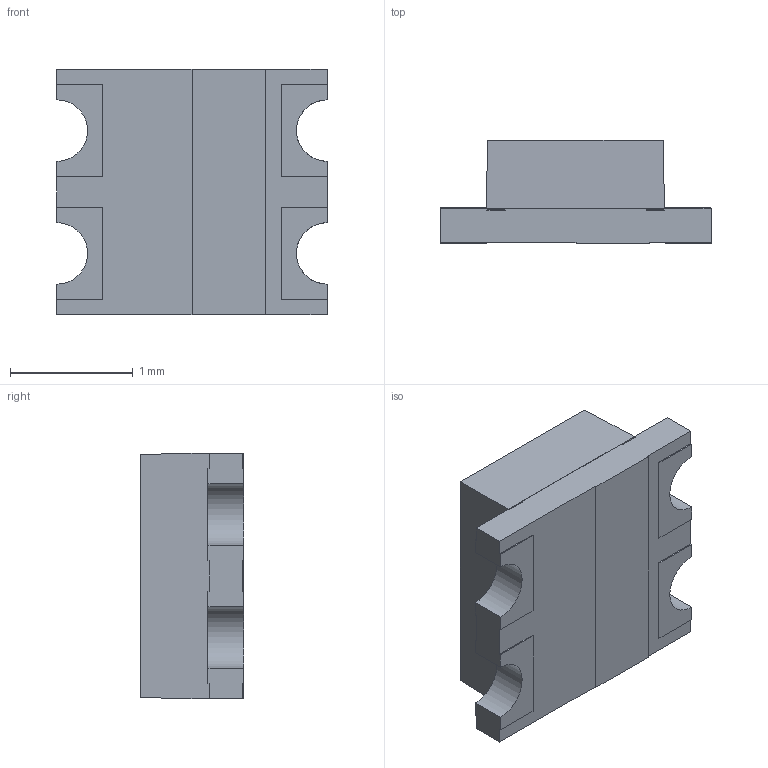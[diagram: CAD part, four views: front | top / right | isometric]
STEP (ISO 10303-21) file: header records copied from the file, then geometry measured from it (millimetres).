
FILE_DESCRIPTION (( 'STEP AP214' ), '1' );
FILE_NAME ('WS2812B.STEP', '2020-10-14T20:26:33', ( '' ), ( '' ), 'SwSTEP 2.0', 'SolidWorks 2020', '' );
FILE_SCHEMA (( 'AUTOMOTIVE_DESIGN' ));
Length unit declared in the file: millimetre
Products named in the file (3): WS2812B; WS2812B_Lens
Assembly tree (2 placements, depth 2):
  WS2812B
    WS2812B
    WS2812B_Lens
Bounding box: 2.2 x 0.84 x 2 mm (x, y, z)
Volume: 2.7 mm3; surface area: 20.5 mm2
Topology: 2 solids, 2 shells, 68 faces, 192 edges, 128 vertices
Faces by surface type: plane 64, cylinder 4
Entity records: 2729 total; most frequent: CARTESIAN_POINT 393, ORIENTED_EDGE 384, DIRECTION 350, EDGE_CURVE 192, LINE 180, VECTOR 180, VERTEX_POINT 128, AXIS2_PLACEMENT_3D 85
